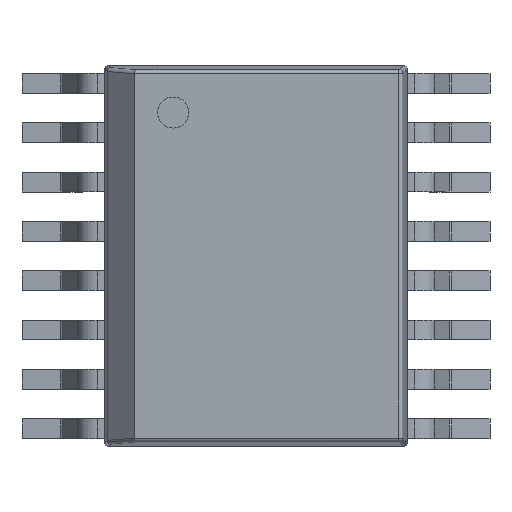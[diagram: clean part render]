
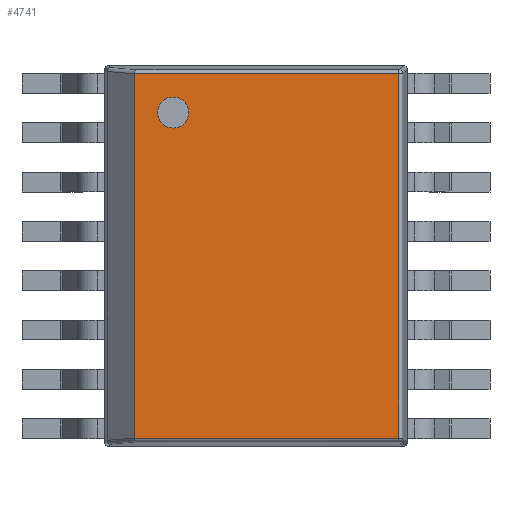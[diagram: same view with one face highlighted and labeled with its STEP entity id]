
A CAD part, top view. The second image highlights one B-rep face of the part: STEP entity #4741.
In plain terms, the highlighted planar face has unit normal (0, 0, 1).
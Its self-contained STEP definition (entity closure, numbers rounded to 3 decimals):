
#30=FACE_BOUND('',#730,.T.);
#47=ELLIPSE('',#5016,0.071,0.05);
#52=ELLIPSE('',#5029,0.071,0.05);
#63=PLANE('',#5043);
#461=FACE_OUTER_BOUND('',#729,.T.);
#729=EDGE_LOOP('',(#3493,#3494,#3495,#3496,#3497,#3498));
#730=EDGE_LOOP('',(#3499));
#957=LINE('',#6812,#1474);
#966=LINE('',#6842,#1483);
#972=LINE('',#6861,#1489);
#1075=LINE('',#7070,#1592);
#1474=VECTOR('',#5466,10.);
#1483=VECTOR('',#5493,10.);
#1489=VECTOR('',#5513,10.);
#1592=VECTOR('',#5666,10.);
#1978=CIRCLE('',#4970,0.2);
#2126=VERTEX_POINT('',#6738);
#2153=VERTEX_POINT('',#6807);
#2154=VERTEX_POINT('',#6811);
#2166=VERTEX_POINT('',#6837);
#2171=VERTEX_POINT('',#6854);
#2172=VERTEX_POINT('',#6856);
#2189=VERTEX_POINT('',#6909);
#2574=EDGE_CURVE('',#2126,#2126,#1978,.T.);
#2608=EDGE_CURVE('',#2154,#2153,#957,.T.);
#2623=EDGE_CURVE('',#2153,#2166,#966,.T.);
#2630=EDGE_CURVE('',#2171,#2172,#47,.T.);
#2633=EDGE_CURVE('',#2166,#2171,#972,.T.);
#2659=EDGE_CURVE('',#2189,#2154,#52,.T.);
#2741=EDGE_CURVE('',#2189,#2172,#1075,.T.);
#3493=ORIENTED_EDGE('',*,*,#2659,.F.);
#3494=ORIENTED_EDGE('',*,*,#2741,.T.);
#3495=ORIENTED_EDGE('',*,*,#2630,.F.);
#3496=ORIENTED_EDGE('',*,*,#2633,.F.);
#3497=ORIENTED_EDGE('',*,*,#2623,.F.);
#3498=ORIENTED_EDGE('',*,*,#2608,.F.);
#3499=ORIENTED_EDGE('',*,*,#2574,.T.);
#4741=ADVANCED_FACE('',(#461,#30),#63,.T.);
#4970=AXIS2_PLACEMENT_3D('',#6739,#5389,#5390);
#5016=AXIS2_PLACEMENT_3D('',#6857,#5507,#5508);
#5029=AXIS2_PLACEMENT_3D('',#6911,#5557,#5558);
#5043=AXIS2_PLACEMENT_3D('',#7071,#5667,#5668);
#5389=DIRECTION('center_axis',(0.,0.,-1.));
#5390=DIRECTION('ref_axis',(-1.,0.,0.));
#5466=DIRECTION('',(1.,0.,0.));
#5493=DIRECTION('',(0.,-1.,0.));
#5507=DIRECTION('center_axis',(0.,0.,-1.));
#5508=DIRECTION('ref_axis',(-0.996,-0.087,0.));
#5513=DIRECTION('',(-1.,0.,0.));
#5557=DIRECTION('center_axis',(0.,0.,-1.));
#5558=DIRECTION('ref_axis',(-0.996,0.087,0.));
#5666=DIRECTION('',(0.,-1.,0.));
#5667=DIRECTION('center_axis',(0.,0.,1.));
#5668=DIRECTION('ref_axis',(1.,0.,0.));
#6738=CARTESIAN_POINT('',(-0.867,1.845,1.75));
#6739=CARTESIAN_POINT('Origin',(-1.067,1.845,1.75));
#6807=CARTESIAN_POINT('',(1.84,2.345,1.75));
#6811=CARTESIAN_POINT('',(-1.567,2.345,1.75));
#6812=CARTESIAN_POINT('',(0.487,2.345,1.75));
#6837=CARTESIAN_POINT('',(1.84,-2.345,1.75));
#6842=CARTESIAN_POINT('',(1.84,-0.613,1.75));
#6854=CARTESIAN_POINT('',(-1.567,-2.345,1.75));
#6856=CARTESIAN_POINT('',(-1.567,-2.344,1.75));
#6857=CARTESIAN_POINT('Origin',(-1.496,-2.341,1.75));
#6861=CARTESIAN_POINT('',(-0.487,-2.345,1.75));
#6909=CARTESIAN_POINT('',(-1.567,2.344,1.75));
#6911=CARTESIAN_POINT('Origin',(-1.496,2.341,1.75));
#7070=CARTESIAN_POINT('',(-1.567,-1.226,1.75));
#7071=CARTESIAN_POINT('Origin',(0.,0.,
1.75));
